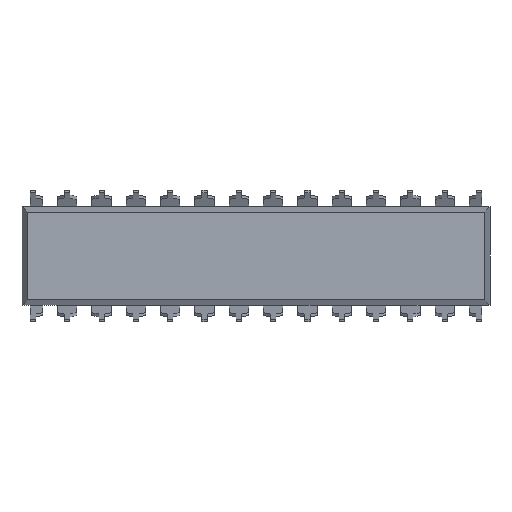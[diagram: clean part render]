
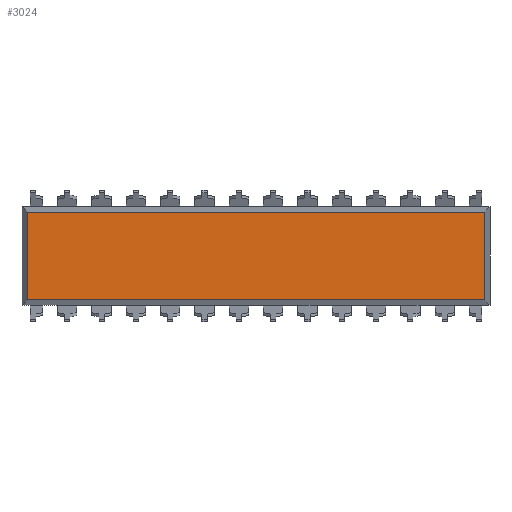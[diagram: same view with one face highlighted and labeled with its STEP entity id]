
A CAD part, front view. The second image highlights one B-rep face of the part: STEP entity #3024.
In plain terms, the highlighted planar face has unit normal (0, -1, 0).
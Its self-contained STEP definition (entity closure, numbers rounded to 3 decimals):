
#698 = VERTEX_POINT ( 'NONE', #4794 ) ;
#727 = EDGE_CURVE ( 'NONE', #1802, #5121, #8857, .T. ) ;
#1802 = VERTEX_POINT ( 'NONE', #4506 ) ;
#1828 = AXIS2_PLACEMENT_3D ( 'NONE', #7229, #7097, #6405 ) ;
#1889 = VECTOR ( 'NONE', #4109, 1000. ) ;
#2494 = DIRECTION ( 'NONE',  ( 1., 0., 0. ) ) ;
#3024 = ADVANCED_FACE ( 'NONE', ( #4014 ), #5565, .F. ) ;
#3185 = CARTESIAN_POINT ( 'NONE',  ( -16.921, -2.037, 3.65 ) ) ;
#3208 = VECTOR ( 'NONE', #2494, 1000. ) ;
#3388 = ORIENTED_EDGE ( 'NONE', *, *, #5224, .T. ) ;
#4014 = FACE_OUTER_BOUND ( 'NONE', #4242, .T. ) ;
#4109 = DIRECTION ( 'NONE',  ( 0., 0., -1. ) ) ;
#4183 = CARTESIAN_POINT ( 'NONE',  ( 17.325, -2.037, 3.246 ) ) ;
#4242 = EDGE_LOOP ( 'NONE', ( #9137, #5150, #3388, #5418 ) ) ;
#4277 = VECTOR ( 'NONE', #6729, 1000. ) ;
#4506 = CARTESIAN_POINT ( 'NONE',  ( -16.921, -2.037, -3.246 ) ) ;
#4651 = CARTESIAN_POINT ( 'NONE',  ( 16.921, -2.037, -3.246 ) ) ;
#4794 = CARTESIAN_POINT ( 'NONE',  ( -16.921, -2.037, 3.246 ) ) ;
#5013 = LINE ( 'NONE', #3185, #1889 ) ;
#5121 = VERTEX_POINT ( 'NONE', #4651 ) ;
#5150 = ORIENTED_EDGE ( 'NONE', *, *, #9302, .T. ) ;
#5209 = CARTESIAN_POINT ( 'NONE',  ( 16.921, -2.037, 3.65 ) ) ;
#5224 = EDGE_CURVE ( 'NONE', #698, #1802, #5013, .T. ) ;
#5355 = LINE ( 'NONE', #5209, #4277 ) ;
#5418 = ORIENTED_EDGE ( 'NONE', *, *, #727, .T. ) ;
#5563 = CARTESIAN_POINT ( 'NONE',  ( 17.325, -2.037, -3.246 ) ) ;
#5565 = PLANE ( 'NONE',  #1828 ) ;
#5589 = DIRECTION ( 'NONE',  ( -1., 0., 0. ) ) ;
#5700 = VECTOR ( 'NONE', #5589, 1000. ) ;
#6179 = LINE ( 'NONE', #4183, #5700 ) ;
#6330 = EDGE_CURVE ( 'NONE', #5121, #7629, #5355, .T. ) ;
#6405 = DIRECTION ( 'NONE',  ( 0., 0., 1. ) ) ;
#6729 = DIRECTION ( 'NONE',  ( 0., 0., 1. ) ) ;
#7097 = DIRECTION ( 'NONE',  ( 0., 1., 0. ) ) ;
#7229 = CARTESIAN_POINT ( 'NONE',  ( 17.325, -2.037, 3.65 ) ) ;
#7629 = VERTEX_POINT ( 'NONE', #8766 ) ;
#8766 = CARTESIAN_POINT ( 'NONE',  ( 16.921, -2.037, 3.246 ) ) ;
#8857 = LINE ( 'NONE', #5563, #3208 ) ;
#9137 = ORIENTED_EDGE ( 'NONE', *, *, #6330, .T. ) ;
#9302 = EDGE_CURVE ( 'NONE', #7629, #698, #6179, .T. ) ;
